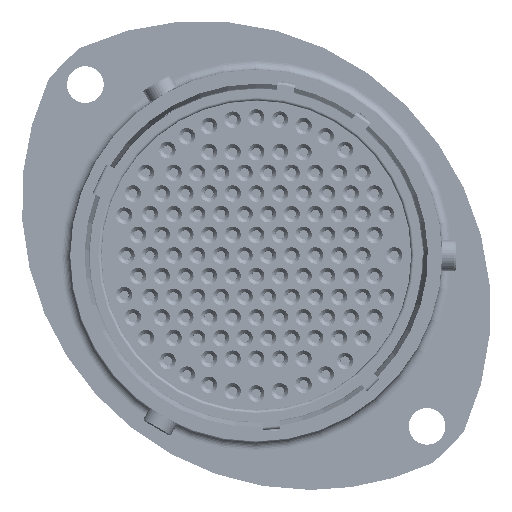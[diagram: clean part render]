
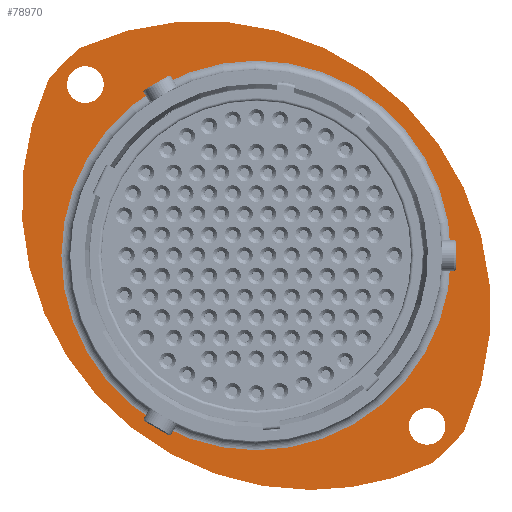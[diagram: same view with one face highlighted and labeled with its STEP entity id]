
A CAD part, left-side view. The second image highlights one B-rep face of the part: STEP entity #78970.
In plain terms, the highlighted planar face has unit normal (-1, 0, 0).
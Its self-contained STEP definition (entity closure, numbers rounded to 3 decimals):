
#2610 = CARTESIAN_POINT ( 'NONE',  ( 15.22, 0., 19.895 ) ) ;
#2664 = VERTEX_POINT ( 'NONE', #105367 ) ;
#4498 = DIRECTION ( 'NONE',  ( -1., 0., 0. ) ) ;
#4561 = DIRECTION ( 'NONE',  ( 0., 0., 1. ) ) ;
#4682 = DIRECTION ( 'NONE',  ( 0., 0., -1. ) ) ;
#5113 = CARTESIAN_POINT ( 'NONE',  ( 15.22, 18.995, 0. ) ) ;
#6611 = ORIENTED_EDGE ( 'NONE', *, *, #54105, .F. ) ;
#8121 = CARTESIAN_POINT ( 'NONE',  ( 15.22, 5.551, -5.551 ) ) ;
#9139 = CIRCLE ( 'NONE', #86162, 27.8 ) ;
#9787 = EDGE_CURVE ( 'NONE', #68987, #15568, #9139, .T. ) ;
#10782 = CARTESIAN_POINT ( 'NONE',  ( 15.22, -17.448, -19.323 ) ) ;
#15318 = CARTESIAN_POINT ( 'NONE',  ( 15.22, -5.551, 5.551 ) ) ;
#15344 = CARTESIAN_POINT ( 'NONE',  ( 15.22, 0., 0. ) ) ;
#15568 = VERTEX_POINT ( 'NONE', #106655 ) ;
#17314 = CARTESIAN_POINT ( 'NONE',  ( 15.22, -17.98, -21.203 ) ) ;
#18488 = EDGE_LOOP ( 'NONE', ( #91710, #104809 ) ) ;
#22734 = CIRCLE ( 'NONE', #57881, 1.875 ) ;
#23135 = EDGE_CURVE ( 'NONE', #131945, #39261, #61079, .T. ) ;
#24980 = DIRECTION ( 'NONE',  ( 1., 0., 0. ) ) ;
#25559 = CARTESIAN_POINT ( 'NONE',  ( 15.22, 17.448, 17.448 ) ) ;
#27785 = DIRECTION ( 'NONE',  ( 0., 0., -1. ) ) ;
#28978 = CARTESIAN_POINT ( 'NONE',  ( 15.22, 0., -19.895 ) ) ;
#29903 = ORIENTED_EDGE ( 'NONE', *, *, #109763, .F. ) ;
#32260 = CARTESIAN_POINT ( 'NONE',  ( 15.22, -21.203, -17.98 ) ) ;
#34702 = CARTESIAN_POINT ( 'NONE',  ( 15.22, 0., 0. ) ) ;
#35008 = EDGE_LOOP ( 'NONE', ( #6611, #84209 ) ) ;
#35322 = AXIS2_PLACEMENT_3D ( 'NONE', #15344, #24980, #57286 ) ;
#36609 = VERTEX_POINT ( 'NONE', #81898 ) ;
#36743 = FACE_BOUND ( 'NONE', #77328, .T. ) ;
#38312 = CARTESIAN_POINT ( 'NONE',  ( 15.22, 0., 0. ) ) ;
#39261 = VERTEX_POINT ( 'NONE', #2610 ) ;
#42249 = EDGE_CURVE ( 'NONE', #15568, #78591, #97216, .T. ) ;
#43357 = EDGE_CURVE ( 'NONE', #90390, #69023, #113963, .T. ) ;
#44165 = AXIS2_PLACEMENT_3D ( 'NONE', #25559, #64755, #107662 ) ;
#45100 = AXIS2_PLACEMENT_3D ( 'NONE', #63112, #106663, #54198 ) ;
#46121 = ORIENTED_EDGE ( 'NONE', *, *, #115084, .F. ) ;
#46179 = DIRECTION ( 'NONE',  ( 0., 0., -1. ) ) ;
#47386 = CIRCLE ( 'NONE', #45100, 1.875 ) ;
#48417 = DIRECTION ( 'NONE',  ( -1., 0., 0. ) ) ;
#49667 = DIRECTION ( 'NONE',  ( 0., 0., -1. ) ) ;
#50761 = CIRCLE ( 'NONE', #35322, 19.895 ) ;
#54105 = EDGE_CURVE ( 'NONE', #2664, #36609, #22734, .T. ) ;
#54179 = AXIS2_PLACEMENT_3D ( 'NONE', #111185, #58660, #49667 ) ;
#54198 = DIRECTION ( 'NONE',  ( 0., 0., -1. ) ) ;
#54980 = DIRECTION ( 'NONE',  ( -1., 0., 0. ) ) ;
#56995 = CARTESIAN_POINT ( 'NONE',  ( 15.22, 17.448, 17.448 ) ) ;
#57259 = DIRECTION ( 'NONE',  ( -1., 0., 0. ) ) ;
#57286 = DIRECTION ( 'NONE',  ( 0., 0., -1. ) ) ;
#57373 = ORIENTED_EDGE ( 'NONE', *, *, #112027, .T. ) ;
#57406 = DIRECTION ( 'NONE',  ( 0., 0., 1. ) ) ;
#57479 = DIRECTION ( 'NONE',  ( 0., 0., -1. ) ) ;
#57598 = DIRECTION ( 'NONE',  ( 1., 0., 0. ) ) ;
#57881 = AXIS2_PLACEMENT_3D ( 'NONE', #56995, #54980, #4682 ) ;
#58660 = DIRECTION ( 'NONE',  ( -1., 0., 0. ) ) ;
#58763 = DIRECTION ( 'NONE',  ( 1., 0., 0. ) ) ;
#61079 = CIRCLE ( 'NONE', #78800, 19.895 ) ;
#62456 = ORIENTED_EDGE ( 'NONE', *, *, #42249, .T. ) ;
#63112 = CARTESIAN_POINT ( 'NONE',  ( 15.22, -17.448, -17.448 ) ) ;
#64755 = DIRECTION ( 'NONE',  ( -1., 0., 0. ) ) ;
#67171 = CARTESIAN_POINT ( 'NONE',  ( 15.22, 0., 0. ) ) ;
#68987 = VERTEX_POINT ( 'NONE', #114469 ) ;
#69023 = VERTEX_POINT ( 'NONE', #32260 ) ;
#69741 = ORIENTED_EDGE ( 'NONE', *, *, #119778, .T. ) ;
#73763 = ORIENTED_EDGE ( 'NONE', *, *, #43357, .T. ) ;
#74726 = EDGE_CURVE ( 'NONE', #39261, #131945, #50761, .T. ) ;
#76444 = AXIS2_PLACEMENT_3D ( 'NONE', #34702, #48417, #57406 ) ;
#77328 = EDGE_LOOP ( 'NONE', ( #46121, #29903 ) ) ;
#78591 = VERTEX_POINT ( 'NONE', #83913 ) ;
#78800 = AXIS2_PLACEMENT_3D ( 'NONE', #38312, #57598, #80394 ) ;
#78970 = ADVANCED_FACE ( 'NONE', ( #131392, #98824, #36743, #88452 ), #80217, .F. ) ;
#80217 = PLANE ( 'NONE',  #86213 ) ;
#80394 = DIRECTION ( 'NONE',  ( 0., 0., -1. ) ) ;
#81898 = CARTESIAN_POINT ( 'NONE',  ( 15.22, 17.448, 19.323 ) ) ;
#82317 = ORIENTED_EDGE ( 'NONE', *, *, #9787, .T. ) ;
#83913 = CARTESIAN_POINT ( 'NONE',  ( 15.22, -5.551, -23.949 ) ) ;
#84128 = AXIS2_PLACEMENT_3D ( 'NONE', #15318, #57259, #99341 ) ;
#84209 = ORIENTED_EDGE ( 'NONE', *, *, #97622, .F. ) ;
#86162 = AXIS2_PLACEMENT_3D ( 'NONE', #67171, #130193, #4561 ) ;
#86213 = AXIS2_PLACEMENT_3D ( 'NONE', #5113, #58763, #27785 ) ;
#88452 = FACE_OUTER_BOUND ( 'NONE', #129927, .T. ) ;
#90390 = VERTEX_POINT ( 'NONE', #17314 ) ;
#90886 = CIRCLE ( 'NONE', #128635, 1.875 ) ;
#91710 = ORIENTED_EDGE ( 'NONE', *, *, #23135, .T. ) ;
#97216 = CIRCLE ( 'NONE', #84128, 29.5 ) ;
#97622 = EDGE_CURVE ( 'NONE', #36609, #2664, #130255, .T. ) ;
#98824 = FACE_BOUND ( 'NONE', #35008, .T. ) ;
#98891 = CARTESIAN_POINT ( 'NONE',  ( 15.22, -17.448, -17.448 ) ) ;
#99341 = DIRECTION ( 'NONE',  ( 0., 0., -1. ) ) ;
#102100 = VERTEX_POINT ( 'NONE', #10782 ) ;
#104809 = ORIENTED_EDGE ( 'NONE', *, *, #74726, .T. ) ;
#105367 = CARTESIAN_POINT ( 'NONE',  ( 15.22, 17.448, 15.573 ) ) ;
#106655 = CARTESIAN_POINT ( 'NONE',  ( 15.22, 21.203, 17.98 ) ) ;
#106663 = DIRECTION ( 'NONE',  ( -1., 0., 0. ) ) ;
#107662 = DIRECTION ( 'NONE',  ( 0., 0., -1. ) ) ;
#107704 = VERTEX_POINT ( 'NONE', #128014 ) ;
#109763 = EDGE_CURVE ( 'NONE', #107704, #102100, #90886, .T. ) ;
#110395 = DIRECTION ( 'NONE',  ( -1., 0., 0. ) ) ;
#111185 = CARTESIAN_POINT ( 'NONE',  ( 15.22, -5.551, 5.551 ) ) ;
#112027 = EDGE_CURVE ( 'NONE', #78591, #90390, #113757, .T. ) ;
#112885 = CIRCLE ( 'NONE', #117384, 29.5 ) ;
#113757 = CIRCLE ( 'NONE', #54179, 29.5 ) ;
#113963 = CIRCLE ( 'NONE', #76444, 27.8 ) ;
#114469 = CARTESIAN_POINT ( 'NONE',  ( 15.22, 17.98, 21.203 ) ) ;
#115084 = EDGE_CURVE ( 'NONE', #102100, #107704, #47386, .T. ) ;
#117384 = AXIS2_PLACEMENT_3D ( 'NONE', #8121, #110395, #46179 ) ;
#119778 = EDGE_CURVE ( 'NONE', #69023, #68987, #112885, .T. ) ;
#128014 = CARTESIAN_POINT ( 'NONE',  ( 15.22, -17.448, -15.573 ) ) ;
#128635 = AXIS2_PLACEMENT_3D ( 'NONE', #98891, #4498, #57479 ) ;
#129927 = EDGE_LOOP ( 'NONE', ( #62456, #57373, #73763, #69741, #82317 ) ) ;
#130193 = DIRECTION ( 'NONE',  ( -1., 0., 0. ) ) ;
#130255 = CIRCLE ( 'NONE', #44165, 1.875 ) ;
#131392 = FACE_BOUND ( 'NONE', #18488, .T. ) ;
#131945 = VERTEX_POINT ( 'NONE', #28978 ) ;
